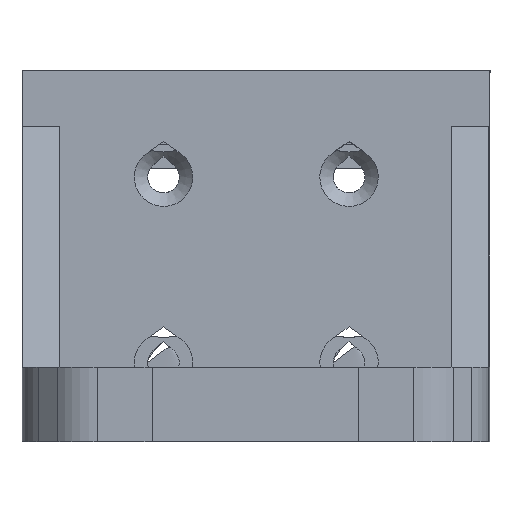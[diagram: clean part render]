
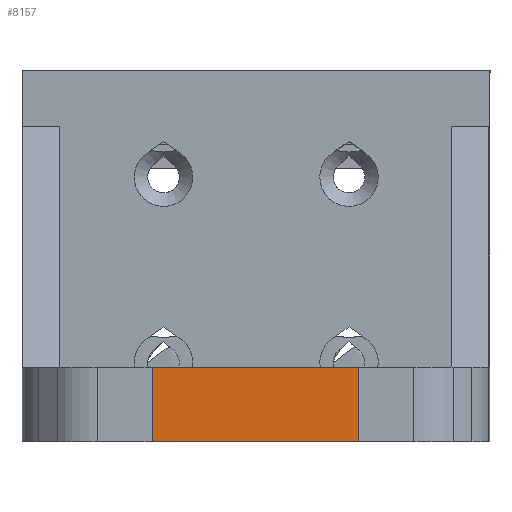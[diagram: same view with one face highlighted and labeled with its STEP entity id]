
A CAD part, left-side view. The second image highlights one B-rep face of the part: STEP entity #8157.
In plain terms, the highlighted planar face has unit normal (-1, -0.002, 0).
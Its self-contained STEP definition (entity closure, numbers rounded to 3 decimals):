
#273=PLANE('',#8824);
#808=FACE_OUTER_BOUND('',#1288,.T.);
#1288=EDGE_LOOP('',(#6699,#6700,#6701,#6702));
#1831=LINE('',#13046,#2702);
#1875=LINE('',#13138,#2746);
#1964=LINE('',#13376,#2835);
#1965=LINE('',#13378,#2836);
#2702=VECTOR('',#10088,10.);
#2746=VECTOR('',#10168,10.);
#2835=VECTOR('',#10401,10.);
#2836=VECTOR('',#10404,10.);
#3880=VERTEX_POINT('',#13043);
#3881=VERTEX_POINT('',#13045);
#3910=VERTEX_POINT('',#13135);
#3911=VERTEX_POINT('',#13137);
#4804=EDGE_CURVE('',#3881,#3880,#1831,.T.);
#4852=EDGE_CURVE('',#3910,#3911,#1875,.T.);
#4973=EDGE_CURVE('',#3911,#3880,#1964,.T.);
#4974=EDGE_CURVE('',#3910,#3881,#1965,.T.);
#6699=ORIENTED_EDGE('',*,*,#4852,.F.);
#6700=ORIENTED_EDGE('',*,*,#4974,.T.);
#6701=ORIENTED_EDGE('',*,*,#4804,.T.);
#6702=ORIENTED_EDGE('',*,*,#4973,.F.);
#8157=ADVANCED_FACE('',(#808),#273,.F.);
#8824=AXIS2_PLACEMENT_3D('',#13377,#10402,#10403);
#10088=DIRECTION('',(-0.002,1.,0.));
#10168=DIRECTION('',(-0.002,1.,0.));
#10401=DIRECTION('',(0.,0.,1.));
#10402=DIRECTION('center_axis',(1.,0.002,0.));
#10403=DIRECTION('ref_axis',(-0.002,1.,0.));
#10404=DIRECTION('',(0.,0.,1.));
#13043=CARTESIAN_POINT('',(-1.835,38.051,20.772));
#13045=CARTESIAN_POINT('',(-1.795,15.807,20.772));
#13046=CARTESIAN_POINT('',(-1.795,15.807,20.772));
#13135=CARTESIAN_POINT('',(-1.795,15.807,12.772));
#13137=CARTESIAN_POINT('',(-1.835,38.051,12.772));
#13138=CARTESIAN_POINT('',(-1.795,15.807,12.772));
#13376=CARTESIAN_POINT('',(-1.835,38.051,12.772));
#13377=CARTESIAN_POINT('Origin',(-1.795,15.807,12.772));
#13378=CARTESIAN_POINT('',(-1.795,15.807,12.772));
